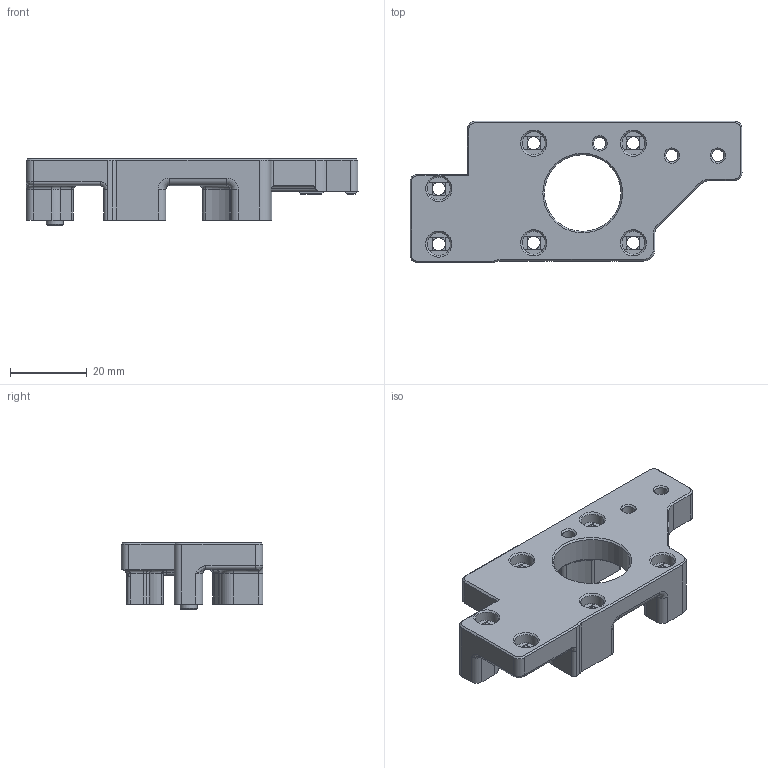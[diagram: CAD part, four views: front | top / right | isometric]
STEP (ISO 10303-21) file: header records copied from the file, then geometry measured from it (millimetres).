
FILE_DESCRIPTION(/* description */ (''),/* implementation_level */ '2;1');
FILE_NAME(/* name */ 'B_Drive_B_x1.step',/* time_stamp */ '2025-12-31T11:38:25-05:00',/* author */ (''),/* organization */ (''),/* preprocessor_version */ 'ST-DEVELOPER v20.1',/* originating_system */ 'Autodesk Translation Framework v14.21.0.0',/* authorisation */ '');
FILE_SCHEMA (('AUTOMOTIVE_DESIGN { 1 0 10303 214 3 1 1 }'));
Length unit declared in the file: millimetre
Products named in the file (1): B_Drive
Bounding box: 86.67 x 36.95 x 17.3 mm (x, y, z)
Volume: 19152.1 mm3; surface area: 9318.8 mm2
Topology: 1 solids, 1 shells, 299 faces, 753 edges, 453 vertices
Faces by surface type: plane 135, cylinder 90, torus 34, cone 29, bspline 6, sphere 5
Full cylindrical faces by diameter (mm): 3.2 x3, 3.4 x6, 4.4 x1, 6 x6, 20 x1
Entity records: 9454 total; most frequent: CARTESIAN_POINT 2101, DIRECTION 1611, ORIENTED_EDGE 1498, EDGE_CURVE 749, AXIS2_PLACEMENT_3D 593, VERTEX_POINT 453, LINE 425, VECTOR 425
